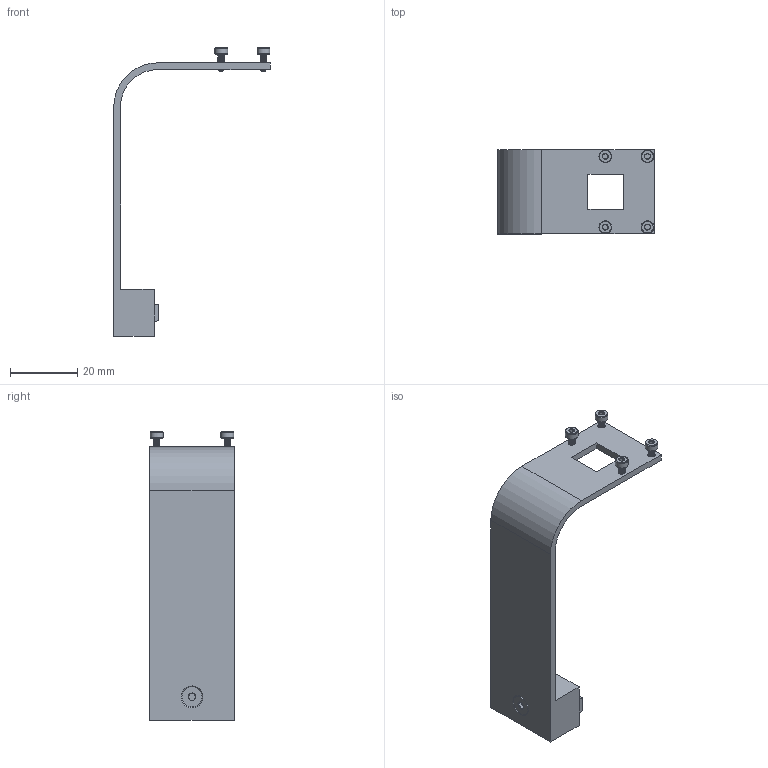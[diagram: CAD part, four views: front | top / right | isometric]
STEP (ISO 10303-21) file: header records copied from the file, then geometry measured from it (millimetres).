
FILE_DESCRIPTION(/* description */ (''),/* implementation_level */ '2;1');
FILE_NAME(/* name */ 'camera_mount.step',/* time_stamp */ '2020-10-14T08:14:45+02:00',/* author */ (''),/* organization */ (''),/* preprocessor_version */ 'ST-DEVELOPER v18.1',/* originating_system */ 'Autodesk Translation Framework v9.3.0.1241',/* authorisation */ '');
FILE_SCHEMA (('AUTOMOTIVE_DESIGN { 1 0 10303 214 3 1 1 }'));
Length unit declared in the file: millimetre
Products named in the file (3): Kamera halter; 91292A005; 91263A824
Assembly tree (5 placements, depth 2):
  Kamera halter
    91292A005  x4
    91263A824
Bounding box: 46.4 x 25 x 85.71 mm (x, y, z)
Volume: 9494.5 mm3; surface area: 8043.2 mm2
Topology: 6 solids, 6 shells, 271 faces, 680 edges, 430 vertices
Faces by surface type: cylinder 146, plane 69, cone 46, bspline 10
Full cylindrical faces by diameter (mm): 1.48 x44, 2 x40, 2.2 x4, 2.35 x15, 3 x15, 3.5 x1, 3.8 x4, 6 x1
Entity records: 9540 total; most frequent: CARTESIAN_POINT 6533, ORIENTED_EDGE 664, DIRECTION 507, EDGE_CURVE 332, VERTEX_POINT 211, AXIS2_PLACEMENT_3D 181, EDGE_LOOP 145, LINE 145
